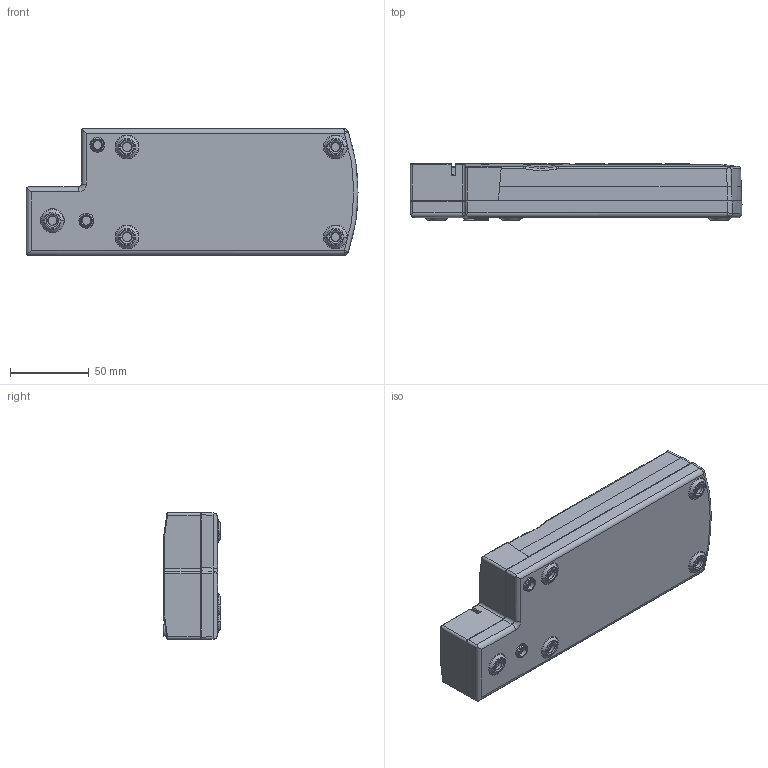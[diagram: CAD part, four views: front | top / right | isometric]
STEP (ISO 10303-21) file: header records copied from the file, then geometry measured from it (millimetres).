
FILE_DESCRIPTION((''),'2;1');
FILE_NAME('DM_CAD-2286_1_ASM','2016-04-22T',('creinig-se'),(''),'PRO/ENGINEER BY PARAMETRIC TECHNOLOGY CORPORATION, 2015440','PRO/ENGINEER BY PARAMETRIC TECHNOLOGY CORPORATION, 2015440','');
FILE_SCHEMA(('CONFIG_CONTROL_DESIGN'));
Length unit declared in the file: millimetre
Products named in the file (3): DM_CAD-2286_SW0001; DM_CAD-2286_04A5Y6; DM_CAD-2286_1_ASM
Assembly tree (2 placements, depth 2):
  DM_CAD-2286_1_ASM
    DM_CAD-2286_SW0001
    DM_CAD-2286_04A5Y6
Bounding box: 210.25 x 36.5 x 80.37 mm (x, y, z)
Volume: 504956.3 mm3; surface area: 59296.2 mm2
Topology: 2 solids, 4 shells, 956 faces, 2444 edges, 1565 vertices
Faces by surface type: extrusion 381, plane 246, cylinder 177, torus 92, bspline 30, cone 23, sphere 7
Entity records: 40941 total; most frequent: CARTESIAN_POINT 11492, ORIENTED_EDGE 4888, DIRECTION 3408, EDGE_CURVE 2444, VERTEX_POINT 1565, PRESENTATION_STYLE_ASSIGNMENT 1422, STYLED_ITEM 1422, B_SPLINE_CURVE_WITH_KNOTS 1376
